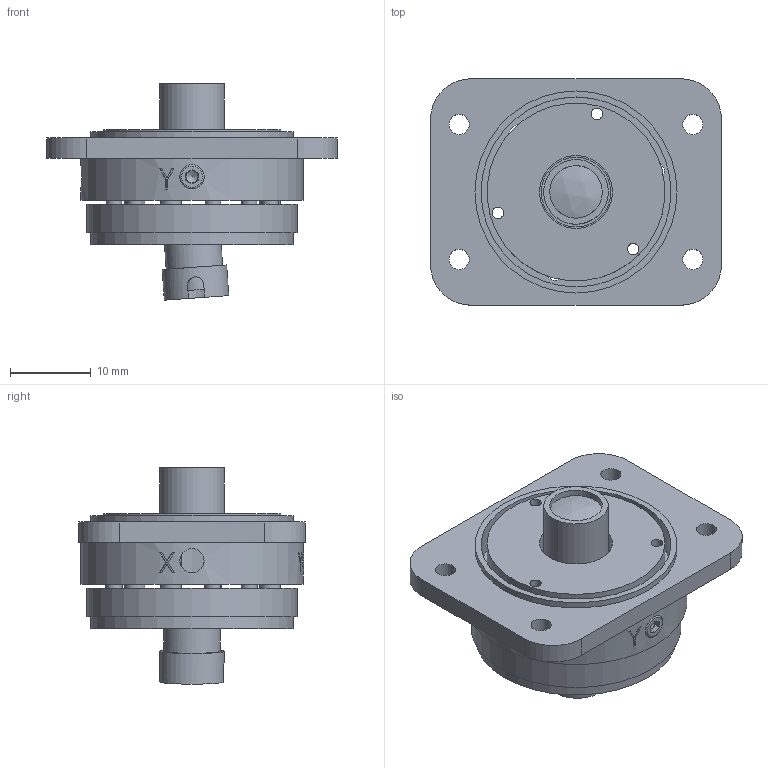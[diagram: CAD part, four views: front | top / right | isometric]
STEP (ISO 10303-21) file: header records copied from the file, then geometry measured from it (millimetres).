
FILE_DESCRIPTION (( 'STEP AP203' ), '1' );
FILE_NAME ('GCX-C18APC-B-J0000A_嫖玹勷磁噩.STEP', '2019-07-24T06:06:00', ( 'User' ), ( 'china' ), 'SwSTEP 2.0', 'SolidWorks 2015', '' );
FILE_SCHEMA (( 'CONFIG_CONTROL_DESIGN' ));
Length unit declared in the file: millimetre
Products named in the file (1): GCX-C18APC-B-J0000A_嫖玹勷磁噩
Bounding box: 36 x 28 x 26.76 mm (x, y, z)
Surface area: 5902.6 mm2 (no closed solid volume)
Topology: 0 solids, 10 shells, 173 faces, 506 edges, 346 vertices
Faces by surface type: plane 84, cylinder 50, bspline 31, cone 5, torus 2, sphere 1
Full cylindrical faces by diameter (mm): 1.4 x3, 1.9 x3, 2 x3, 2.5 x8, 3 x3, 3.2 x3, 3.4 x6, 4.2 x1, 6.05 x1, 6.5 x1, 7 x1, 8 x2, 8.6 x1, 9 x1, 22 x1, 23.5 x1, 25 x2, 26 x1, 27.5 x1
Entity records: 6682 total; most frequent: CARTESIAN_POINT 2497, ORIENTED_EDGE 772, DIRECTION 756, EDGE_CURVE 426, VERTEX_POINT 317, EDGE_LOOP 286, AXIS2_PLACEMENT_3D 275, FACE_OUTER_BOUND 218
